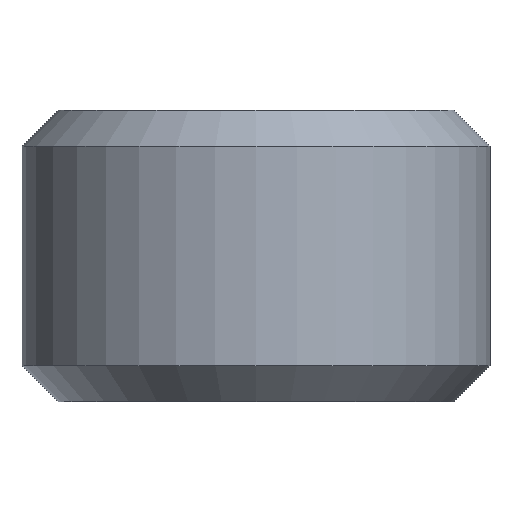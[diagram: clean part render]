
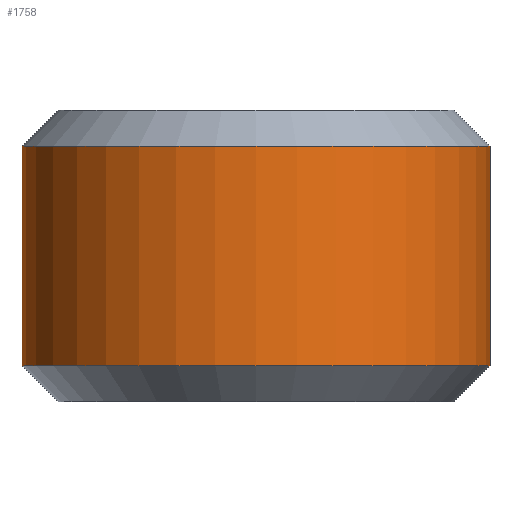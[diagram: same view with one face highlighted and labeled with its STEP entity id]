
A CAD part, front view. The second image highlights one B-rep face of the part: STEP entity #1758.
In plain terms, the highlighted cylindrical face has radius 13 mm (diameter 26 mm), a full revolution.
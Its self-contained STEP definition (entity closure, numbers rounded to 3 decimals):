
#38=FACE_BOUND('',#212,.T.);
#111=FACE_OUTER_BOUND('',#211,.T.);
#211=EDGE_LOOP('',(#1286,#1287,#1288,#1289));
#212=EDGE_LOOP('',(#1290));
#290=CIRCLE('',#1876,13.);
#291=CIRCLE('',#1877,13.);
#430=B_SPLINE_CURVE_WITH_KNOTS('',3,(#4825,#4826,#4827,#4828,#4829,#4830,
#4831,#4832,#4833,#4834,#4835,#4836,#4837,#4838,#4839,#4840,#4841,#4842,
#4843,#4844,#4845,#4846,#4847,#4848,#4849,#4850,#4851,#4852,#4853,#4854),
 .UNSPECIFIED.,.T.,.F.,(4,2,1,1,1,1,1,1,1,1,1,1,1,1,1,1,2,1,1,1,1,2,2,4),
(-0.935,-0.877,-0.827,-0.811,
-0.745,-0.712,-0.679,-0.614,
-0.597,-0.581,-0.548,-0.482,
-0.466,-0.449,-0.416,-0.367,
-0.351,-0.292,-0.263,-0.234,
-0.175,-0.117,-0.058,0.),
 .UNSPECIFIED.);
#534=LINE('',#4930,#603);
#603=VECTOR('',#2146,13.);
#751=VERTEX_POINT('',#4823);
#755=VERTEX_POINT('',#4927);
#756=VERTEX_POINT('',#4929);
#965=EDGE_CURVE('',#751,#751,#430,.T.);
#971=EDGE_CURVE('',#755,#755,#290,.T.);
#972=EDGE_CURVE('',#755,#756,#534,.T.);
#973=EDGE_CURVE('',#756,#756,#291,.T.);
#1286=ORIENTED_EDGE('',*,*,#971,.F.);
#1287=ORIENTED_EDGE('',*,*,#972,.T.);
#1288=ORIENTED_EDGE('',*,*,#973,.F.);
#1289=ORIENTED_EDGE('',*,*,#972,.F.);
#1290=ORIENTED_EDGE('',*,*,#965,.F.);
#1690=CYLINDRICAL_SURFACE('',#1875,13.);
#1758=ADVANCED_FACE('',(#111,#38),#1690,.T.);
#1875=AXIS2_PLACEMENT_3D('',#4926,#2142,#2143);
#1876=AXIS2_PLACEMENT_3D('',#4928,#2144,#2145);
#1877=AXIS2_PLACEMENT_3D('',#4931,#2147,#2148);
#2142=DIRECTION('center_axis',(0.,0.,1.));
#2143=DIRECTION('ref_axis',(1.,0.,0.));
#2144=DIRECTION('center_axis',(0.,0.,1.));
#2145=DIRECTION('ref_axis',(1.,0.,0.));
#2146=DIRECTION('',(0.,0.,-1.));
#2147=DIRECTION('center_axis',(0.,0.,-1.));
#2148=DIRECTION('ref_axis',(1.,0.,0.));
#4823=CARTESIAN_POINT('',(-7.428,10.669,29.8));
#4825=CARTESIAN_POINT('Ctrl Pts',(-7.428,10.669,29.8));
#4826=CARTESIAN_POINT('Ctrl Pts',(-7.428,10.669,29.51));
#4827=CARTESIAN_POINT('Ctrl Pts',(-7.476,10.636,29.201));
#4828=CARTESIAN_POINT('Ctrl Pts',(-7.653,10.51,28.679));
#4829=CARTESIAN_POINT('Ctrl Pts',(-7.807,10.397,28.383));
#4830=CARTESIAN_POINT('Ctrl Pts',(-8.167,10.118,27.922));
#4831=CARTESIAN_POINT('Ctrl Pts',(-8.587,9.771,27.609));
#4832=CARTESIAN_POINT('Ctrl Pts',(-9.079,9.309,27.489));
#4833=CARTESIAN_POINT('Ctrl Pts',(-9.541,8.841,27.51));
#4834=CARTESIAN_POINT('Ctrl Pts',(-9.931,8.396,27.733));
#4835=CARTESIAN_POINT('Ctrl Pts',(-10.184,8.081,28.041));
#4836=CARTESIAN_POINT('Ctrl Pts',(-10.33,7.895,28.264));
#4837=CARTESIAN_POINT('Ctrl Pts',(-10.549,7.601,28.732));
#4838=CARTESIAN_POINT('Ctrl Pts',(-10.661,7.44,29.334));
#4839=CARTESIAN_POINT('Ctrl Pts',(-10.672,7.424,29.827));
#4840=CARTESIAN_POINT('Ctrl Pts',(-10.659,7.442,30.158));
#4841=CARTESIAN_POINT('Ctrl Pts',(-10.592,7.539,30.666));
#4842=CARTESIAN_POINT('Ctrl Pts',(-10.439,7.751,31.124));
#4843=CARTESIAN_POINT('Ctrl Pts',(-10.303,7.928,31.37));
#4844=CARTESIAN_POINT('Ctrl Pts',(-10.142,8.135,31.631));
#4845=CARTESIAN_POINT('Ctrl Pts',(-9.9,8.435,31.895));
#4846=CARTESIAN_POINT('Ctrl Pts',(-9.501,8.877,32.072));
#4847=CARTESIAN_POINT('Ctrl Pts',(-9.097,9.295,32.129));
#4848=CARTESIAN_POINT('Ctrl Pts',(-8.541,9.813,31.984));
#4849=CARTESIAN_POINT('Ctrl Pts',(-8.134,10.143,31.631));
#4850=CARTESIAN_POINT('Ctrl Pts',(-7.812,10.393,31.224));
#4851=CARTESIAN_POINT('Ctrl Pts',(-7.668,10.498,30.965));
#4852=CARTESIAN_POINT('Ctrl Pts',(-7.476,10.636,30.398));
#4853=CARTESIAN_POINT('Ctrl Pts',(-7.428,10.669,30.09));
#4854=CARTESIAN_POINT('Ctrl Pts',(-7.428,10.669,29.8));
#4926=CARTESIAN_POINT('Origin',(0.,0.,
19.8));
#4927=CARTESIAN_POINT('',(-13.,0.,34.));
#4928=CARTESIAN_POINT('Origin',(0.,0.,
34.));
#4929=CARTESIAN_POINT('',(-13.,0.,21.8));
#4930=CARTESIAN_POINT('',(-13.,0.,19.8));
#4931=CARTESIAN_POINT('Origin',(0.,0.,
21.8));
